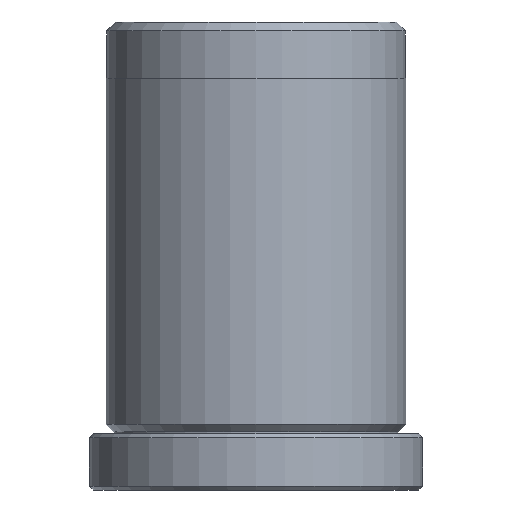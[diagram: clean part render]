
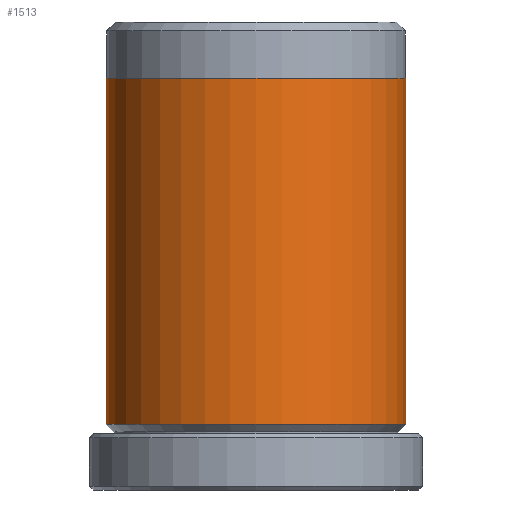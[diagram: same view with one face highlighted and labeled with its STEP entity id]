
A CAD part, front view. The second image highlights one B-rep face of the part: STEP entity #1513.
In plain terms, the highlighted cylindrical face has radius 8 mm (diameter 16 mm), a partial arc.
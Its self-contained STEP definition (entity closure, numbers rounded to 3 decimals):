
#19 = DIRECTION ( 'NONE',  ( 0., 0., -1. ) ) ;
#33 = CARTESIAN_POINT ( 'NONE',  ( -8., 0., 25. ) ) ;
#58 = VERTEX_POINT ( 'NONE', #1275 ) ;
#188 = AXIS2_PLACEMENT_3D ( 'NONE', #423, #19, #832 ) ;
#253 = LINE ( 'NONE', #33, #1285 ) ;
#301 = ORIENTED_EDGE ( 'NONE', *, *, #2115, .T. ) ;
#323 = CYLINDRICAL_SURFACE ( 'NONE', #188, 8. ) ;
#388 = FACE_OUTER_BOUND ( 'NONE', #1378, .T. ) ;
#423 = CARTESIAN_POINT ( 'NONE',  ( 0., 0., 25. ) ) ;
#587 = EDGE_CURVE ( 'NONE', #2168, #1280, #707, .T. ) ;
#620 = DIRECTION ( 'NONE',  ( 0., 0., 1. ) ) ;
#689 = AXIS2_PLACEMENT_3D ( 'NONE', #1746, #620, #1928 ) ;
#707 = CIRCLE ( 'NONE', #689, 8. ) ;
#832 = DIRECTION ( 'NONE',  ( -1., 0., 0. ) ) ;
#1128 = DIRECTION ( 'NONE',  ( 0., 0., -1. ) ) ;
#1150 = ORIENTED_EDGE ( 'NONE', *, *, #1847, .F. ) ;
#1257 = CIRCLE ( 'NONE', #1310, 8. ) ;
#1275 = CARTESIAN_POINT ( 'NONE',  ( -8., 0., 3.5 ) ) ;
#1280 = VERTEX_POINT ( 'NONE', #1392 ) ;
#1285 = VECTOR ( 'NONE', #1945, 1000. ) ;
#1310 = AXIS2_PLACEMENT_3D ( 'NONE', #2238, #1128, #2412 ) ;
#1343 = EDGE_CURVE ( 'NONE', #1280, #1345, #2242, .T. ) ;
#1345 = VERTEX_POINT ( 'NONE', #2334 ) ;
#1378 = EDGE_LOOP ( 'NONE', ( #1962, #1825, #301, #1150 ) ) ;
#1392 = CARTESIAN_POINT ( 'NONE',  ( 8., 0., 22. ) ) ;
#1513 = ADVANCED_FACE ( 'NONE', ( #388 ), #323, .T. ) ;
#1746 = CARTESIAN_POINT ( 'NONE',  ( 0., 0., 22. ) ) ;
#1774 = CARTESIAN_POINT ( 'NONE',  ( -8., 0., 22. ) ) ;
#1793 = CARTESIAN_POINT ( 'NONE',  ( 8., 0., 25. ) ) ;
#1825 = ORIENTED_EDGE ( 'NONE', *, *, #587, .F. ) ;
#1847 = EDGE_CURVE ( 'NONE', #1345, #58, #1257, .T. ) ;
#1928 = DIRECTION ( 'NONE',  ( 1., 0., 0. ) ) ;
#1945 = DIRECTION ( 'NONE',  ( 0., 0., -1. ) ) ;
#1962 = ORIENTED_EDGE ( 'NONE', *, *, #1343, .F. ) ;
#1972 = DIRECTION ( 'NONE',  ( 0., 0., -1. ) ) ;
#2115 = EDGE_CURVE ( 'NONE', #2168, #58, #253, .T. ) ;
#2130 = VECTOR ( 'NONE', #1972, 1000. ) ;
#2168 = VERTEX_POINT ( 'NONE', #1774 ) ;
#2238 = CARTESIAN_POINT ( 'NONE',  ( 0., 0., 3.5 ) ) ;
#2242 = LINE ( 'NONE', #1793, #2130 ) ;
#2334 = CARTESIAN_POINT ( 'NONE',  ( 8., 0., 3.5 ) ) ;
#2412 = DIRECTION ( 'NONE',  ( -1., 0., 0. ) ) ;
